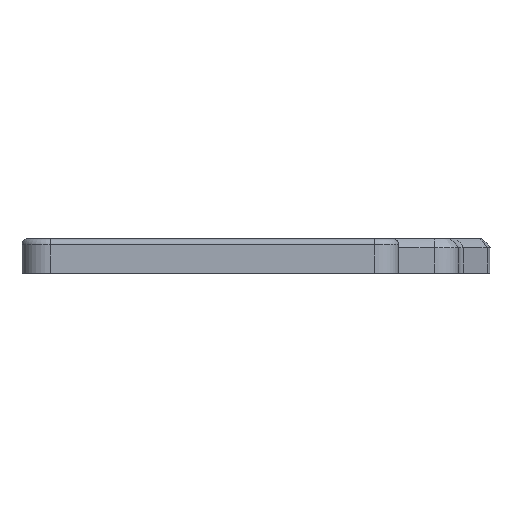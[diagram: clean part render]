
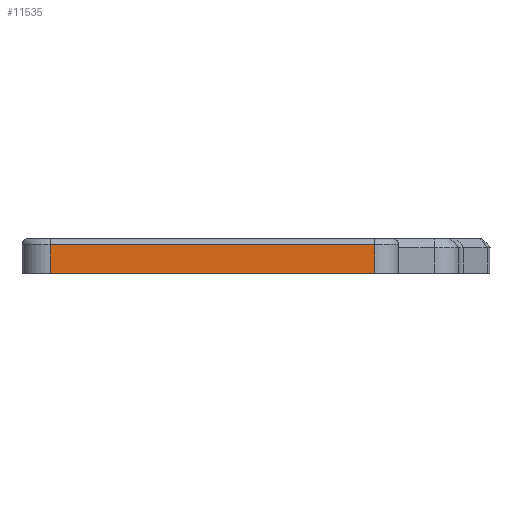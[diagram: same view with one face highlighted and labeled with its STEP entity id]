
A CAD part, left-side view. The second image highlights one B-rep face of the part: STEP entity #11535.
In plain terms, the highlighted planar face has unit normal (-1, 0, 0).
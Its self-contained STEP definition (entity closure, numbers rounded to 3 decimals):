
#463 = CARTESIAN_POINT ( 'NONE',  ( -3.96, 104.407, 6.5 ) ) ;
#579 = ORIENTED_EDGE ( 'NONE', *, *, #1769, .F. ) ;
#786 = CARTESIAN_POINT ( 'NONE',  ( -3.96, 0., 8. ) ) ;
#857 = PLANE ( 'NONE',  #14066 ) ;
#885 = VERTEX_POINT ( 'NONE', #3256 ) ;
#1769 = EDGE_CURVE ( 'NONE', #8010, #3213, #5439, .T. ) ;
#2416 = VERTEX_POINT ( 'NONE', #463 ) ;
#2742 = EDGE_CURVE ( 'NONE', #885, #3213, #3223, .T. ) ;
#2878 = VECTOR ( 'NONE', #10701, 1000. ) ;
#2909 = LINE ( 'NONE', #6092, #8793 ) ;
#3121 = FACE_OUTER_BOUND ( 'NONE', #8536, .T. ) ;
#3213 = VERTEX_POINT ( 'NONE', #14286 ) ;
#3223 = LINE ( 'NONE', #6688, #5459 ) ;
#3256 = CARTESIAN_POINT ( 'NONE',  ( -3.96, 104.407, -0.5 ) ) ;
#4365 = LINE ( 'NONE', #8549, #9488 ) ;
#5439 = LINE ( 'NONE', #6445, #2878 ) ;
#5459 = VECTOR ( 'NONE', #8990, 1000. ) ;
#6092 = CARTESIAN_POINT ( 'NONE',  ( -3.96, 104.407, 8. ) ) ;
#6445 = CARTESIAN_POINT ( 'NONE',  ( -3.96, 24.578, 8. ) ) ;
#6688 = CARTESIAN_POINT ( 'NONE',  ( -3.96, 0., -0.5 ) ) ;
#8010 = VERTEX_POINT ( 'NONE', #14080 ) ;
#8536 = EDGE_LOOP ( 'NONE', ( #579, #10576, #10353, #10431 ) ) ;
#8549 = CARTESIAN_POINT ( 'NONE',  ( -3.96, 104.407, 6.5 ) ) ;
#8793 = VECTOR ( 'NONE', #10494, 1000. ) ;
#8990 = DIRECTION ( 'NONE',  ( 0., -1., 0. ) ) ;
#9488 = VECTOR ( 'NONE', #9708, 1000. ) ;
#9708 = DIRECTION ( 'NONE',  ( 0., 1., 0. ) ) ;
#10353 = ORIENTED_EDGE ( 'NONE', *, *, #13820, .T. ) ;
#10431 = ORIENTED_EDGE ( 'NONE', *, *, #2742, .T. ) ;
#10494 = DIRECTION ( 'NONE',  ( 0., 0., -1. ) ) ;
#10576 = ORIENTED_EDGE ( 'NONE', *, *, #13211, .T. ) ;
#10701 = DIRECTION ( 'NONE',  ( 0., 0., -1. ) ) ;
#11535 = ADVANCED_FACE ( 'NONE', ( #3121 ), #857, .F. ) ;
#11931 = DIRECTION ( 'NONE',  ( 1., 0., 0. ) ) ;
#12870 = DIRECTION ( 'NONE',  ( 0., 0., -1. ) ) ;
#13211 = EDGE_CURVE ( 'NONE', #8010, #2416, #4365, .T. ) ;
#13820 = EDGE_CURVE ( 'NONE', #2416, #885, #2909, .T. ) ;
#14066 = AXIS2_PLACEMENT_3D ( 'NONE', #786, #11931, #12870 ) ;
#14080 = CARTESIAN_POINT ( 'NONE',  ( -3.96, 24.578, 6.5 ) ) ;
#14286 = CARTESIAN_POINT ( 'NONE',  ( -3.96, 24.578, -0.5 ) ) ;
